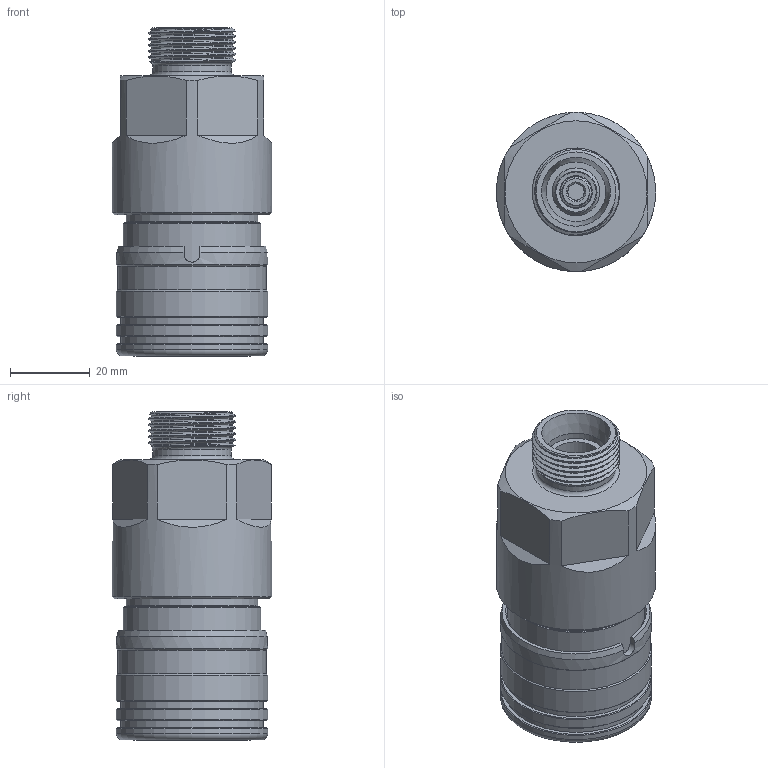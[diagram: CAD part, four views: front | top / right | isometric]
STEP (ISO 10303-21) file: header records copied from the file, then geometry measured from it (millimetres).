
FILE_DESCRIPTION(/* description */ (''),/* implementation_level */ '2;1');
FILE_NAME(/* name */ 'M2025821.stp',/* time_stamp */ '2023-12-07T08:48:03+01:00',/* author */ ('kk'),/* organization */ (''),/* preprocessor_version */ 'ST-DEVELOPER v19',/* originating_system */ 'Autodesk Inventor 2023',/* authorisation */ '');
FILE_SCHEMA (('AUTOMOTIVE_DESIGN { 1 0 10303 214 3 1 1 }'));
Length unit declared in the file: millimetre
Products named in the file (1): M2025821
Bounding box: 40 x 40 x 82.5 mm (x, y, z)
Volume: 47693 mm3; surface area: 35754.8 mm2
Topology: 6 solids, 6 shells, 293 faces, 761 edges, 496 vertices
Faces by surface type: cylinder 124, cone 67, plane 66, torus 27, bspline 8, sphere 1
Full cylindrical faces by diameter (mm): 3.1 x1, 4.1 x1, 4.4 x12, 6.5 x1, 6.8 x1, 6.917 x11, 8 x11, 8.3 x1, 9.9 x1, 10.1 x1, 12 x1, 15 x1, 15.5 x1, 15.7 x1, 19.7 x1, 20.376 x5, 21.85 x1, 22 x4, 23.15 x1, 24.5 x1, 24.63 x1, 25.05 x2, 26.3 x1, 26.5 x1, 28.55 x1, 29.4 x1, 29.55 x1, 29.95 x2, 30.2 x2, 33 x2
Entity records: 14708 total; most frequent: CARTESIAN_POINT 7841, ORIENTED_EDGE 1514, DIRECTION 1356, EDGE_CURVE 757, AXIS2_PLACEMENT_3D 557, VERTEX_POINT 496, EDGE_LOOP 345, FACE_OUTER_BOUND 293
